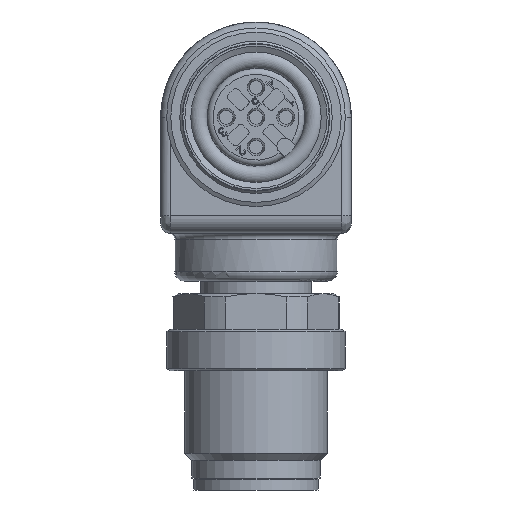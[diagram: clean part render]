
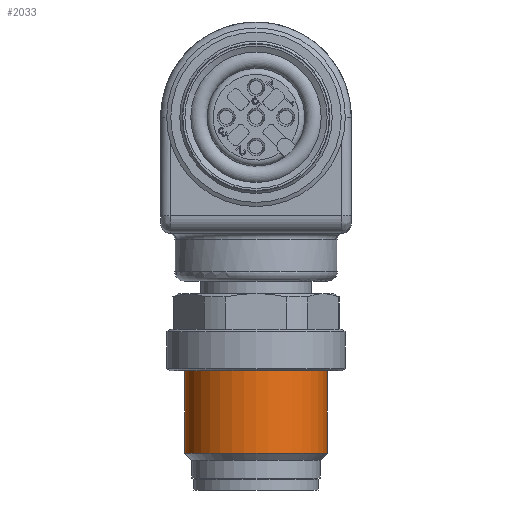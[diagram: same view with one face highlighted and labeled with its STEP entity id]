
A CAD part, front view. The second image highlights one B-rep face of the part: STEP entity #2033.
In plain terms, the highlighted cylindrical face has radius 6 mm (diameter 12 mm), a full revolution.
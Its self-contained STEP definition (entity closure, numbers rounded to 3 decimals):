
#808=FACE_BOUND('',#3501,.T.);
#809=FACE_BOUND('',#3502,.T.);
#986=CYLINDRICAL_SURFACE('',#11210,6.);
#1435=CIRCLE('',#11207,6.);
#1436=CIRCLE('',#11209,6.);
#2033=ADVANCED_FACE('',(#808,#809),#986,.T.);
#3501=EDGE_LOOP('',(#6327));
#3502=EDGE_LOOP('',(#6328));
#6327=ORIENTED_EDGE('',*,*,#8755,.F.);
#6328=ORIENTED_EDGE('',*,*,#8754,.T.);
#7324=VERTEX_POINT('',#19002);
#7325=VERTEX_POINT('',#19005);
#8754=EDGE_CURVE('',#7324,#7324,#1435,.T.);
#8755=EDGE_CURVE('',#7325,#7325,#1436,.T.);
#11207=AXIS2_PLACEMENT_3D('',#19001,#13880,#13881);
#11209=AXIS2_PLACEMENT_3D('',#19004,#13884,#13885);
#11210=AXIS2_PLACEMENT_3D('',#19006,#13886,#13887);
#13880=DIRECTION('',(0.,0.,-1.));
#13881=DIRECTION('',(0.866,-0.5,0.));
#13884=DIRECTION('',(0.,0.,-1.));
#13885=DIRECTION('',(0.866,-0.5,0.));
#13886=DIRECTION('',(0.,0.,-1.));
#13887=DIRECTION('',(0.866,-0.5,0.));
#19001=CARTESIAN_POINT('',(0.,0.,-21.3));
#19002=CARTESIAN_POINT('',(5.196,-3.,-21.3));
#19004=CARTESIAN_POINT('',(0.,0.,-28.2));
#19005=CARTESIAN_POINT('',(5.196,-3.,-28.2));
#19006=CARTESIAN_POINT('',(0.,0.,-30.3));
